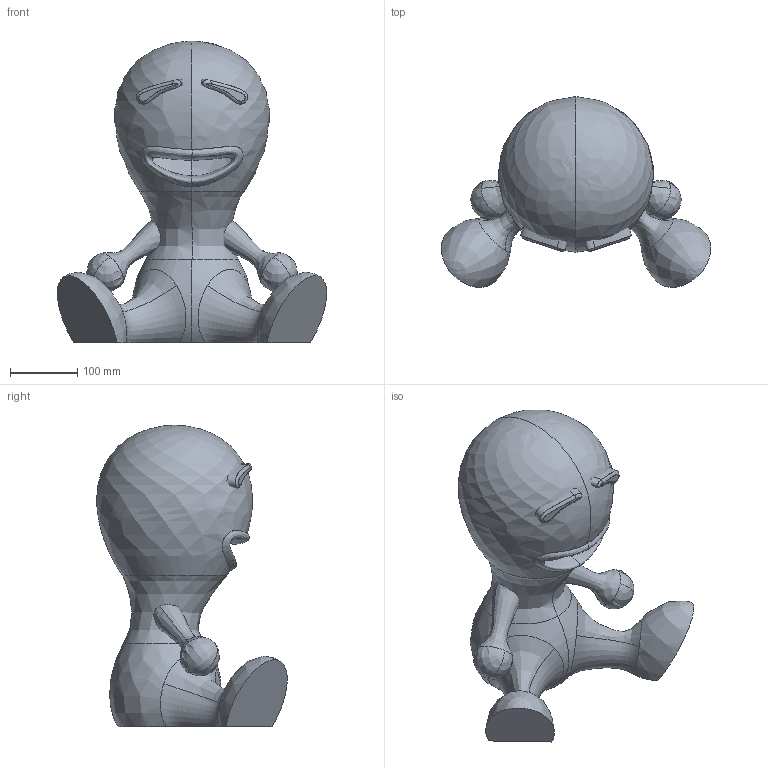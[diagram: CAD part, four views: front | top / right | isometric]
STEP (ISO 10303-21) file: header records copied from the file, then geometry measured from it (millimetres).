
FILE_DESCRIPTION(/* description */ (''),/* implementation_level */ '2;1');
FILE_NAME(/* name */ 'Skin voor NX',/* time_stamp */ '2012-06-04T13:22:20+02:00',/* author */ (''),/* organization */ (''),/* preprocessor_version */ 'ST-DEVELOPER v10',/* originating_system */ '',/* authorisation */ '');
FILE_SCHEMA (('AUTOMOTIVE_DESIGN'));
Length unit declared in the file: millimetre
Products named in the file (1): 1
Bounding box: 400.32 x 282.87 x 447.83 mm (x, y, z)
Surface area: 409911.6 mm2 (no closed solid volume)
Topology: 0 solids, 25 shells, 37 faces, 161 edges, 127 vertices
Faces by surface type: bspline 32, plane 5
Entity records: 10911 total; most frequent: CARTESIAN_POINT 9899, ORIENTED_EDGE 176, EDGE_CURVE 149, B_SPLINE_CURVE_WITH_KNOTS 135, VERTEX_POINT 127, ADVANCED_FACE 37, FACE_OUTER_BOUND 37, EDGE_LOOP 37
